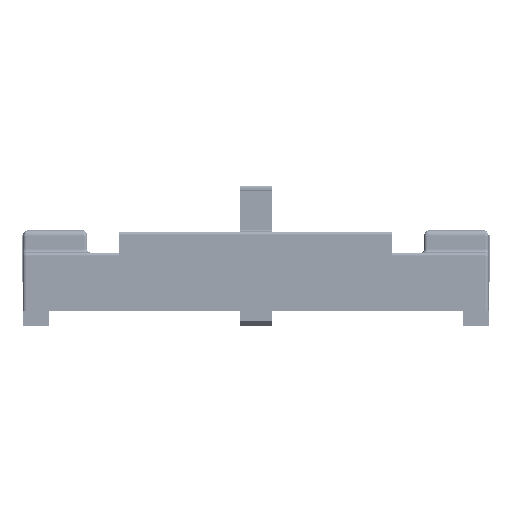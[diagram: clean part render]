
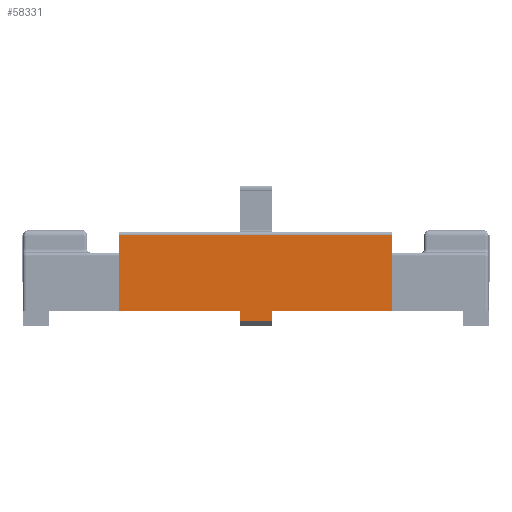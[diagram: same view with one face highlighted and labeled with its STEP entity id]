
A CAD part, front view. The second image highlights one B-rep face of the part: STEP entity #58331.
In plain terms, the highlighted planar face has unit normal (0, -1, 0).
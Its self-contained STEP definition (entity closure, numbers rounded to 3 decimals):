
#7210=FACE_OUTER_BOUND('',#10848,.T.);
#10848=EDGE_LOOP('',(#52306,#52307,#52308,#52309,#52310,#52311,#52312,#52313));
#16901=LINE('',#103800,#23151);
#16904=LINE('',#103808,#23154);
#16907=LINE('',#103813,#23157);
#16911=LINE('',#103821,#23161);
#16916=LINE('',#103830,#23166);
#16918=LINE('',#103838,#23168);
#16983=LINE('',#105471,#23233);
#16984=LINE('',#105472,#23234);
#23151=VECTOR('',#77288,10.);
#23154=VECTOR('',#77293,37.35);
#23157=VECTOR('',#77298,3.2);
#23161=VECTOR('',#77306,3.2);
#23166=VECTOR('',#77313,37.35);
#23168=VECTOR('',#77319,84.7);
#23233=VECTOR('',#77512,23.5);
#23234=VECTOR('',#77513,23.5);
#28479=VERTEX_POINT('',#103796);
#28480=VERTEX_POINT('',#103798);
#28483=VERTEX_POINT('',#103805);
#28484=VERTEX_POINT('',#103807);
#28487=VERTEX_POINT('',#103820);
#28490=VERTEX_POINT('',#103827);
#28493=VERTEX_POINT('',#103835);
#28494=VERTEX_POINT('',#103837);
#36410=EDGE_CURVE('',#28480,#28479,#16901,.T.);
#36413=EDGE_CURVE('',#28483,#28484,#16904,.T.);
#36416=EDGE_CURVE('',#28484,#28480,#16907,.F.);
#36420=EDGE_CURVE('',#28479,#28487,#16911,.T.);
#36425=EDGE_CURVE('',#28487,#28490,#16916,.T.);
#36428=EDGE_CURVE('',#28493,#28494,#16918,.F.);
#36546=EDGE_CURVE('',#28493,#28490,#16983,.F.);
#36547=EDGE_CURVE('',#28483,#28494,#16984,.T.);
#52306=ORIENTED_EDGE('',*,*,#36546,.T.);
#52307=ORIENTED_EDGE('',*,*,#36425,.F.);
#52308=ORIENTED_EDGE('',*,*,#36420,.F.);
#52309=ORIENTED_EDGE('',*,*,#36410,.F.);
#52310=ORIENTED_EDGE('',*,*,#36416,.F.);
#52311=ORIENTED_EDGE('',*,*,#36413,.F.);
#52312=ORIENTED_EDGE('',*,*,#36547,.T.);
#52313=ORIENTED_EDGE('',*,*,#36428,.F.);
#55380=PLANE('',#62893);
#58331=ADVANCED_FACE('',(#7210),#55380,.F.);
#62893=AXIS2_PLACEMENT_3D('',#105470,#77510,#77511);
#77288=DIRECTION('',(-1.,0.,0.));
#77293=DIRECTION('',(-1.,0.,0.));
#77298=DIRECTION('',(0.,0.,1.));
#77306=DIRECTION('',(0.,0.,1.));
#77313=DIRECTION('',(-1.,0.,0.));
#77319=DIRECTION('',(-1.,0.,0.));
#77510=DIRECTION('center_axis',(0.,1.,0.));
#77511=DIRECTION('ref_axis',(-1.,0.,0.));
#77512=DIRECTION('',(0.,0.,1.));
#77513=DIRECTION('',(0.,0.,1.));
#103796=CARTESIAN_POINT('',(-5.017,-32.4,-3.2));
#103798=CARTESIAN_POINT('',(4.983,-32.4,-3.2));
#103800=CARTESIAN_POINT('',(4.983,-32.4,-3.2));
#103805=CARTESIAN_POINT('',(42.333,-32.4,0.));
#103807=CARTESIAN_POINT('',(4.983,-32.4,0.));
#103808=CARTESIAN_POINT('',(42.333,-32.4,0.));
#103813=CARTESIAN_POINT('',(4.983,-32.4,-3.2));
#103820=CARTESIAN_POINT('',(-5.017,-32.4,0.));
#103821=CARTESIAN_POINT('',(-5.017,-32.4,-3.2));
#103827=CARTESIAN_POINT('',(-42.367,-32.4,0.));
#103830=CARTESIAN_POINT('',(-5.017,-32.4,0.));
#103835=CARTESIAN_POINT('',(-42.367,-32.4,23.5));
#103837=CARTESIAN_POINT('',(42.333,-32.4,23.5));
#103838=CARTESIAN_POINT('',(42.333,-32.4,23.5));
#105470=CARTESIAN_POINT('Origin',(-42.367,-32.4,18.));
#105471=CARTESIAN_POINT('',(-42.367,-32.4,0.));
#105472=CARTESIAN_POINT('',(42.333,-32.4,0.));
